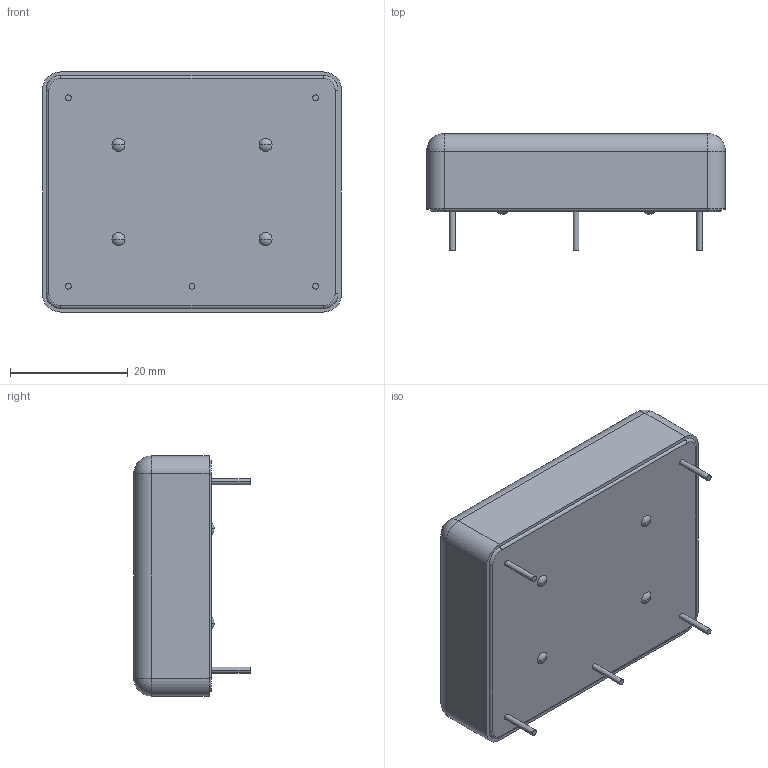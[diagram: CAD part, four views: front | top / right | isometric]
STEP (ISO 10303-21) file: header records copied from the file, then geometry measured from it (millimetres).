
FILE_DESCRIPTION((''),'2;1');
FILE_NAME('OSC_STP_PIN_TRIMMED','2024-12-03T11:26:13',('anthony.ferreira'),(''),'CREO PARAMETRIC BY PTC INC, 2024063','CREO PARAMETRIC BY PTC INC, 2024063','');
FILE_SCHEMA(('CONFIG_CONTROL_DESIGN'));
Length unit declared in the file: inch
Products named in the file (1): OSC_STP_PIN_TRIMMED
Bounding box: 50.8 x 19.8 x 40.8 mm (x, y, z)
Volume: 26900.8 mm3; surface area: 6316.3 mm2
Topology: 1 solids, 1 shells, 50 faces, 114 edges, 68 vertices
Faces by surface type: cylinder 22, plane 12, sphere 12, torus 4
Entity records: 1414 total; most frequent: DIRECTION 274, CARTESIAN_POINT 224, ORIENTED_EDGE 212, AXIS2_PLACEMENT_3D 118, EDGE_CURVE 106, VERTEX_POINT 68, CIRCLE 68, EDGE_LOOP 60
